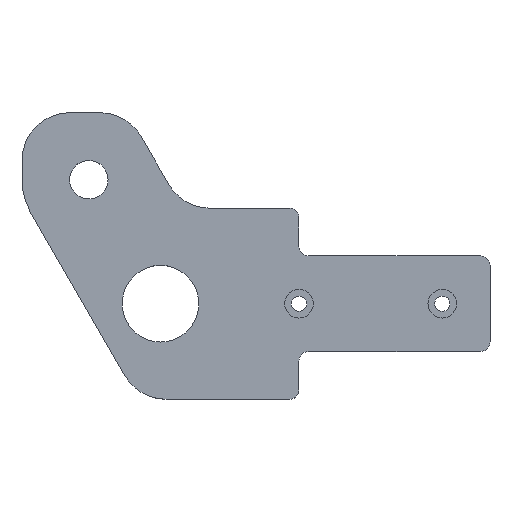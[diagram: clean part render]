
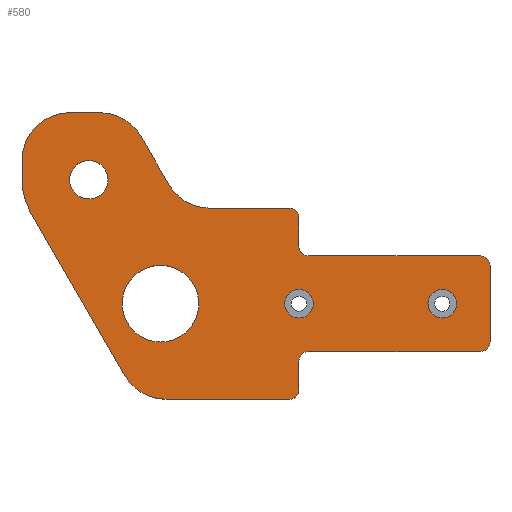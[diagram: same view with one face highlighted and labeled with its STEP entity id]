
A CAD part, top view. The second image highlights one B-rep face of the part: STEP entity #580.
In plain terms, the highlighted planar face has unit normal (0, 0, 1).
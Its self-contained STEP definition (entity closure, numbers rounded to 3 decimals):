
#17=FACE_BOUND('',#82,.T.);
#18=FACE_BOUND('',#83,.T.);
#19=FACE_BOUND('',#84,.T.);
#20=FACE_BOUND('',#85,.T.);
#28=PLANE('',#645);
#47=FACE_OUTER_BOUND('',#81,.T.);
#81=EDGE_LOOP('',(#412,#413,#414,#415,#416,#417,#418,#419,#420,#421,#422,
#423,#424,#425,#426,#427,#428,#429,#430,#431,#432,#433));
#82=EDGE_LOOP('',(#434));
#83=EDGE_LOOP('',(#435));
#84=EDGE_LOOP('',(#436));
#85=EDGE_LOOP('',(#437));
#120=LINE('',#911,#170);
#122=LINE('',#920,#172);
#123=LINE('',#924,#173);
#124=LINE('',#928,#174);
#125=LINE('',#932,#175);
#126=LINE('',#936,#176);
#127=LINE('',#940,#177);
#128=LINE('',#944,#178);
#129=LINE('',#948,#179);
#130=LINE('',#952,#180);
#131=LINE('',#955,#181);
#170=VECTOR('',#730,10.);
#172=VECTOR('',#740,10.);
#173=VECTOR('',#743,10.);
#174=VECTOR('',#746,10.);
#175=VECTOR('',#749,10.);
#176=VECTOR('',#752,10.);
#177=VECTOR('',#755,10.);
#178=VECTOR('',#758,10.);
#179=VECTOR('',#761,10.);
#180=VECTOR('',#764,10.);
#181=VECTOR('',#767,10.);
#214=CIRCLE('',#629,3.);
#217=CIRCLE('',#634,3.);
#221=CIRCLE('',#640,10.);
#222=CIRCLE('',#643,10.);
#224=CIRCLE('',#646,10.);
#225=CIRCLE('',#647,14.);
#226=CIRCLE('',#648,10.);
#227=CIRCLE('',#649,2.);
#228=CIRCLE('',#650,2.);
#229=CIRCLE('',#651,2.);
#230=CIRCLE('',#652,2.);
#231=CIRCLE('',#653,2.);
#232=CIRCLE('',#654,2.);
#233=CIRCLE('',#655,8.025);
#234=CIRCLE('',#656,4.025);
#248=VERTEX_POINT('',#880);
#251=VERTEX_POINT('',#889);
#256=VERTEX_POINT('',#901);
#257=VERTEX_POINT('',#903);
#259=VERTEX_POINT('',#909);
#260=VERTEX_POINT('',#913);
#262=VERTEX_POINT('',#919);
#263=VERTEX_POINT('',#921);
#264=VERTEX_POINT('',#923);
#265=VERTEX_POINT('',#925);
#266=VERTEX_POINT('',#927);
#267=VERTEX_POINT('',#929);
#268=VERTEX_POINT('',#931);
#269=VERTEX_POINT('',#933);
#270=VERTEX_POINT('',#935);
#271=VERTEX_POINT('',#937);
#272=VERTEX_POINT('',#939);
#273=VERTEX_POINT('',#941);
#274=VERTEX_POINT('',#943);
#275=VERTEX_POINT('',#945);
#276=VERTEX_POINT('',#947);
#277=VERTEX_POINT('',#949);
#278=VERTEX_POINT('',#951);
#279=VERTEX_POINT('',#953);
#280=VERTEX_POINT('',#956);
#281=VERTEX_POINT('',#958);
#304=EDGE_CURVE('',#248,#248,#214,.T.);
#308=EDGE_CURVE('',#251,#251,#217,.T.);
#314=EDGE_CURVE('',#256,#257,#221,.T.);
#318=EDGE_CURVE('',#256,#259,#120,.T.);
#319=EDGE_CURVE('',#260,#259,#222,.T.);
#322=EDGE_CURVE('',#260,#262,#122,.T.);
#323=EDGE_CURVE('',#263,#262,#224,.T.);
#324=EDGE_CURVE('',#263,#264,#123,.T.);
#325=EDGE_CURVE('',#264,#265,#225,.T.);
#326=EDGE_CURVE('',#265,#266,#124,.T.);
#327=EDGE_CURVE('',#267,#266,#226,.T.);
#328=EDGE_CURVE('',#267,#268,#125,.T.);
#329=EDGE_CURVE('',#269,#268,#227,.T.);
#330=EDGE_CURVE('',#269,#270,#126,.T.);
#331=EDGE_CURVE('',#271,#270,#228,.T.);
#332=EDGE_CURVE('',#271,#272,#127,.T.);
#333=EDGE_CURVE('',#273,#272,#229,.T.);
#334=EDGE_CURVE('',#273,#274,#128,.T.);
#335=EDGE_CURVE('',#275,#274,#230,.T.);
#336=EDGE_CURVE('',#275,#276,#129,.T.);
#337=EDGE_CURVE('',#277,#276,#231,.T.);
#338=EDGE_CURVE('',#277,#278,#130,.T.);
#339=EDGE_CURVE('',#279,#278,#232,.T.);
#340=EDGE_CURVE('',#279,#257,#131,.T.);
#341=EDGE_CURVE('',#280,#280,#233,.T.);
#342=EDGE_CURVE('',#281,#281,#234,.T.);
#412=ORIENTED_EDGE('',*,*,#319,.F.);
#413=ORIENTED_EDGE('',*,*,#322,.T.);
#414=ORIENTED_EDGE('',*,*,#323,.F.);
#415=ORIENTED_EDGE('',*,*,#324,.T.);
#416=ORIENTED_EDGE('',*,*,#325,.T.);
#417=ORIENTED_EDGE('',*,*,#326,.T.);
#418=ORIENTED_EDGE('',*,*,#327,.F.);
#419=ORIENTED_EDGE('',*,*,#328,.T.);
#420=ORIENTED_EDGE('',*,*,#329,.F.);
#421=ORIENTED_EDGE('',*,*,#330,.T.);
#422=ORIENTED_EDGE('',*,*,#331,.F.);
#423=ORIENTED_EDGE('',*,*,#332,.T.);
#424=ORIENTED_EDGE('',*,*,#333,.F.);
#425=ORIENTED_EDGE('',*,*,#334,.T.);
#426=ORIENTED_EDGE('',*,*,#335,.F.);
#427=ORIENTED_EDGE('',*,*,#336,.T.);
#428=ORIENTED_EDGE('',*,*,#337,.F.);
#429=ORIENTED_EDGE('',*,*,#338,.T.);
#430=ORIENTED_EDGE('',*,*,#339,.F.);
#431=ORIENTED_EDGE('',*,*,#340,.T.);
#432=ORIENTED_EDGE('',*,*,#314,.F.);
#433=ORIENTED_EDGE('',*,*,#318,.T.);
#434=ORIENTED_EDGE('',*,*,#304,.T.);
#435=ORIENTED_EDGE('',*,*,#308,.T.);
#436=ORIENTED_EDGE('',*,*,#341,.T.);
#437=ORIENTED_EDGE('',*,*,#342,.T.);
#580=ADVANCED_FACE('',(#47,#17,#18,#19,#20),#28,.T.);
#629=AXIS2_PLACEMENT_3D('',#881,#698,#699);
#634=AXIS2_PLACEMENT_3D('',#890,#709,#710);
#640=AXIS2_PLACEMENT_3D('',#904,#723,#724);
#643=AXIS2_PLACEMENT_3D('',#914,#733,#734);
#645=AXIS2_PLACEMENT_3D('',#918,#738,#739);
#646=AXIS2_PLACEMENT_3D('',#922,#741,#742);
#647=AXIS2_PLACEMENT_3D('',#926,#744,#745);
#648=AXIS2_PLACEMENT_3D('',#930,#747,#748);
#649=AXIS2_PLACEMENT_3D('',#934,#750,#751);
#650=AXIS2_PLACEMENT_3D('',#938,#753,#754);
#651=AXIS2_PLACEMENT_3D('',#942,#756,#757);
#652=AXIS2_PLACEMENT_3D('',#946,#759,#760);
#653=AXIS2_PLACEMENT_3D('',#950,#762,#763);
#654=AXIS2_PLACEMENT_3D('',#954,#765,#766);
#655=AXIS2_PLACEMENT_3D('',#957,#768,#769);
#656=AXIS2_PLACEMENT_3D('',#959,#770,#771);
#698=DIRECTION('center_axis',(0.,0.,-1.));
#699=DIRECTION('ref_axis',(1.,0.,0.));
#709=DIRECTION('center_axis',(0.,0.,-1.));
#710=DIRECTION('ref_axis',(1.,0.,0.));
#723=DIRECTION('center_axis',(0.,0.,1.));
#724=DIRECTION('ref_axis',(-0.5,-0.866,0.));
#730=DIRECTION('',(-0.5,0.866,0.));
#733=DIRECTION('center_axis',(0.,0.,-1.));
#734=DIRECTION('ref_axis',(0.5,0.866,0.));
#738=DIRECTION('center_axis',(0.,0.,1.));
#739=DIRECTION('ref_axis',(1.,0.,0.));
#740=DIRECTION('',(-1.,0.,0.));
#741=DIRECTION('center_axis',(0.,0.,-1.));
#742=DIRECTION('ref_axis',(-0.707,0.707,0.));
#743=DIRECTION('',(0.,-1.,0.));
#744=DIRECTION('center_axis',(0.,0.,1.));
#745=DIRECTION('ref_axis',(1.,0.,0.));
#746=DIRECTION('',(0.5,-0.866,0.));
#747=DIRECTION('center_axis',(0.,0.,-1.));
#748=DIRECTION('ref_axis',(-0.5,-0.866,0.));
#749=DIRECTION('',(1.,0.,0.));
#750=DIRECTION('center_axis',(0.,0.,-1.));
#751=DIRECTION('ref_axis',(0.707,-0.707,0.));
#752=DIRECTION('',(0.,1.,0.));
#753=DIRECTION('center_axis',(0.,0.,1.));
#754=DIRECTION('ref_axis',(-0.707,0.707,0.));
#755=DIRECTION('',(1.,0.,0.));
#756=DIRECTION('center_axis',(0.,0.,-1.));
#757=DIRECTION('ref_axis',(0.707,-0.707,0.));
#758=DIRECTION('',(0.,1.,0.));
#759=DIRECTION('center_axis',(0.,0.,-1.));
#760=DIRECTION('ref_axis',(0.707,0.707,0.));
#761=DIRECTION('',(-1.,0.,0.));
#762=DIRECTION('center_axis',(0.,0.,1.));
#763=DIRECTION('ref_axis',(-0.707,-0.707,0.));
#764=DIRECTION('',(0.,1.,0.));
#765=DIRECTION('center_axis',(0.,0.,-1.));
#766=DIRECTION('ref_axis',(0.707,0.707,0.));
#767=DIRECTION('',(-1.,0.,0.));
#768=DIRECTION('center_axis',(0.,0.,-1.));
#769=DIRECTION('ref_axis',(-1.,0.,0.));
#770=DIRECTION('center_axis',(0.,0.,-1.));
#771=DIRECTION('ref_axis',(-1.,0.,0.));
#880=CARTESIAN_POINT('',(85.,20.,5.));
#881=CARTESIAN_POINT('Origin',(88.,20.,5.));
#889=CARTESIAN_POINT('',(55.,20.,5.));
#890=CARTESIAN_POINT('Origin',(58.,20.,5.));
#901=CARTESIAN_POINT('',(30.732,45.,5.));
#903=CARTESIAN_POINT('',(39.392,40.,5.));
#904=CARTESIAN_POINT('Origin',(39.392,50.,5.));
#909=CARTESIAN_POINT('',(24.959,55.,5.));
#911=CARTESIAN_POINT('',(41.124,27.,5.));
#913=CARTESIAN_POINT('',(16.298,60.,5.));
#914=CARTESIAN_POINT('Origin',(16.298,50.,5.));
#918=CARTESIAN_POINT('Origin',(49.,30.,5.));
#919=CARTESIAN_POINT('',(10.,60.,5.));
#920=CARTESIAN_POINT('',(98.,60.,5.));
#921=CARTESIAN_POINT('',(0.,50.,5.));
#922=CARTESIAN_POINT('Origin',(10.,50.,5.));
#923=CARTESIAN_POINT('',(0.,45.981,5.));
#924=CARTESIAN_POINT('',(0.,60.,5.));
#925=CARTESIAN_POINT('',(1.876,38.981,5.));
#926=CARTESIAN_POINT('Origin',(14.,45.981,5.));
#927=CARTESIAN_POINT('',(21.494,5.,5.));
#928=CARTESIAN_POINT('',(-6.218,53.,5.));
#929=CARTESIAN_POINT('',(30.155,0.,5.));
#930=CARTESIAN_POINT('Origin',(30.155,10.,5.));
#931=CARTESIAN_POINT('',(56.,0.,5.));
#932=CARTESIAN_POINT('',(0.,0.,5.));
#933=CARTESIAN_POINT('',(58.,2.,5.));
#934=CARTESIAN_POINT('Origin',(56.,2.,5.));
#935=CARTESIAN_POINT('',(58.,8.,5.));
#936=CARTESIAN_POINT('',(58.,0.,5.));
#937=CARTESIAN_POINT('',(60.,10.,5.));
#938=CARTESIAN_POINT('Origin',(60.,8.,5.));
#939=CARTESIAN_POINT('',(96.,10.,5.));
#940=CARTESIAN_POINT('',(29.,10.,5.));
#941=CARTESIAN_POINT('',(98.,12.,5.));
#942=CARTESIAN_POINT('Origin',(96.,12.,5.));
#943=CARTESIAN_POINT('',(98.,28.,5.));
#944=CARTESIAN_POINT('',(98.,0.,5.));
#945=CARTESIAN_POINT('',(96.,30.,5.));
#946=CARTESIAN_POINT('Origin',(96.,28.,5.));
#947=CARTESIAN_POINT('',(60.,30.,5.));
#948=CARTESIAN_POINT('',(98.,30.,5.));
#949=CARTESIAN_POINT('',(58.,32.,5.));
#950=CARTESIAN_POINT('Origin',(60.,32.,5.));
#951=CARTESIAN_POINT('',(58.,38.,5.));
#952=CARTESIAN_POINT('',(58.,0.,5.));
#953=CARTESIAN_POINT('',(56.,40.,5.));
#954=CARTESIAN_POINT('Origin',(56.,38.,5.));
#955=CARTESIAN_POINT('',(98.,40.,5.));
#956=CARTESIAN_POINT('',(37.025,20.,5.));
#957=CARTESIAN_POINT('Origin',(29.,20.,5.));
#958=CARTESIAN_POINT('',(18.025,45.981,5.));
#959=CARTESIAN_POINT('Origin',(14.,45.981,5.));
